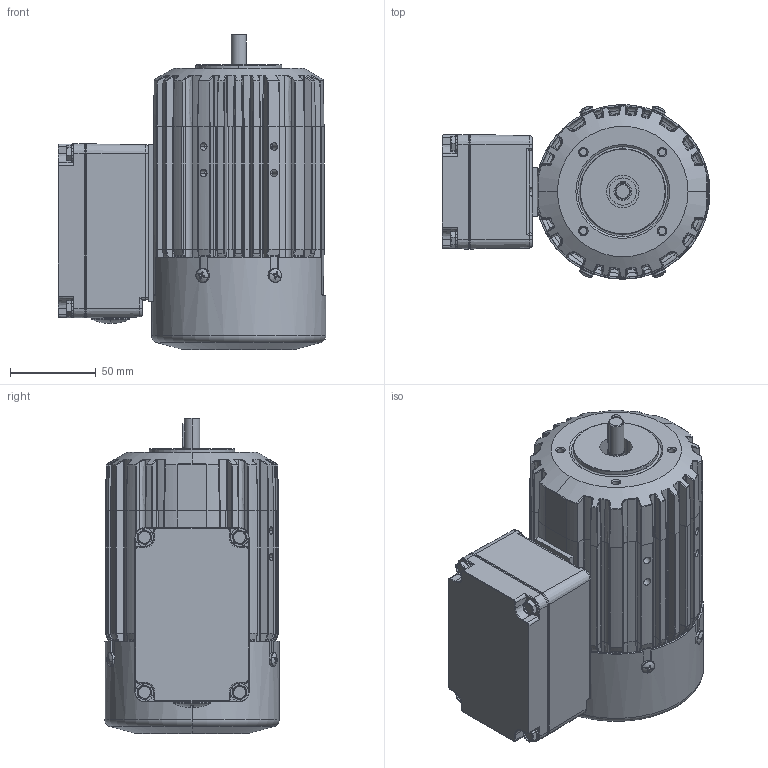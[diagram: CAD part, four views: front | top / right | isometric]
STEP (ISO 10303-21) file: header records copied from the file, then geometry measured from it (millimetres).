
FILE_DESCRIPTION (( 'STEP AP203' ), '1' );
FILE_NAME ('INFM0345.STEP', '2013-06-19T21:10:08', ( 'Admin' ), ( 'Bodine Electric Company' ), 'SwSTEP 2.0', 'SolidWorks 2012', '' );
FILE_SCHEMA (( 'CONFIG_CONTROL_DESIGN' ));
Length unit declared in the file: inch
Products named in the file (17): INFM0345; 526FC001_52601016; 52501004_52501004; 54100082_54100082 ; 541AA014_54100051; 571aa005_57100019; 51600006_51600006; 571aa014_57100021; 571aa004_57100034; 51600009_51600009; 541AA031_54100003; 546aa003_54628770; 129AZ004_129AZ004; 541aa010_54101155; 328AZ005_328AZ005; 328AZ006_328AZ006; 115AZ002_115AZ002
Assembly tree (23 placements, depth 3):
  INFM0345
    115AZ002_115AZ002
    328AZ006_328AZ006
    328AZ005_328AZ005
    541aa010_54101155  x2
    129AZ004_129AZ004
    546aa003_54628770
    541AA031_54100003  x4
    51600009_51600009
    571aa014_57100021
      571aa004_57100034
    51600006_51600006
    571aa005_57100019
    541AA014_54100051  x4
    54100082_54100082 
    526FC001_52601016
      52501004_52501004
Bounding box: 156.37 x 101.82 x 184.32 mm (x, y, z)
Volume: 704201.4 mm3; surface area: 240166.1 mm2
Topology: 22 solids, 22 shells, 2421 faces, 6174 edges, 3772 vertices
Faces by surface type: plane 722, bspline 628, cylinder 582, cone 269, torus 196, sphere 24
Entity records: 79914 total; most frequent: CARTESIAN_POINT 31469, ORIENTED_EDGE 10536, DIRECTION 8903, EDGE_CURVE 5268, AXIS2_PLACEMENT_3D 3656, VERTEX_POINT 3258, EDGE_LOOP 2234, CIRCLE 2147
